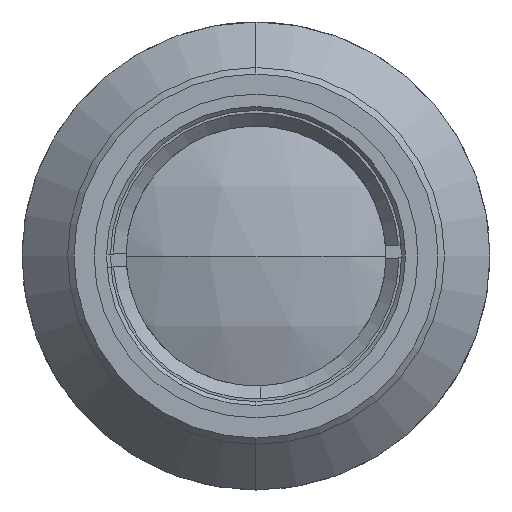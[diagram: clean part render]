
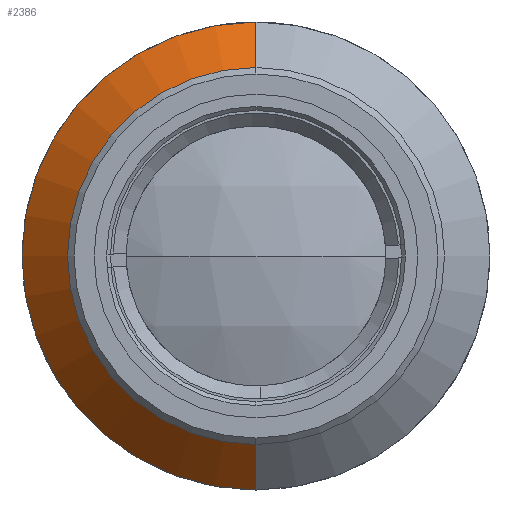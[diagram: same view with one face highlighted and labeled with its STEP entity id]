
A CAD part, left-side view. The second image highlights one B-rep face of the part: STEP entity #2386.
In plain terms, the highlighted conical face has half-angle 45 degrees and reference radius 18 mm.
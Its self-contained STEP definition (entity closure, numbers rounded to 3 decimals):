
#257 = VECTOR ( 'NONE', #3290, 1000. ) ;
#263 = DIRECTION ( 'NONE',  ( 1., 0., 0. ) ) ;
#554 = EDGE_CURVE ( 'NONE', #4666, #877, #3812, .T. ) ;
#584 = FACE_OUTER_BOUND ( 'NONE', #3557, .T. ) ;
#715 = LINE ( 'NONE', #799, #4486 ) ;
#767 = EDGE_CURVE ( 'NONE', #2983, #3436, #3477, .T. ) ;
#799 = CARTESIAN_POINT ( 'NONE',  ( 13.5, 0., 18. ) ) ;
#877 = VERTEX_POINT ( 'NONE', #1122 ) ;
#924 = CARTESIAN_POINT ( 'NONE',  ( 13.5, 0., -18. ) ) ;
#1003 = ORIENTED_EDGE ( 'NONE', *, *, #767, .F. ) ;
#1122 = CARTESIAN_POINT ( 'NONE',  ( 13.5, 0., -18. ) ) ;
#1235 = AXIS2_PLACEMENT_3D ( 'NONE', #1731, #3386, #3598 ) ;
#1471 = EDGE_CURVE ( 'NONE', #2983, #4666, #715, .T. ) ;
#1513 = AXIS2_PLACEMENT_3D ( 'NONE', #3016, #263, #1873 ) ;
#1731 = CARTESIAN_POINT ( 'NONE',  ( 10., 0., 0. ) ) ;
#1873 = DIRECTION ( 'NONE',  ( 0., 0., -1. ) ) ;
#2096 = ORIENTED_EDGE ( 'NONE', *, *, #554, .T. ) ;
#2305 = DIRECTION ( 'NONE',  ( 0.707, 0., 0.707 ) ) ;
#2386 = ADVANCED_FACE ( 'NONE', ( #584 ), #4672, .T. ) ;
#2804 = LINE ( 'NONE', #924, #257 ) ;
#2983 = VERTEX_POINT ( 'NONE', #3570 ) ;
#2987 = DIRECTION ( 'NONE',  ( 0., 0., 1. ) ) ;
#3016 = CARTESIAN_POINT ( 'NONE',  ( 13.5, 0., 0. ) ) ;
#3029 = EDGE_CURVE ( 'NONE', #3436, #877, #2804, .T. ) ;
#3152 = ORIENTED_EDGE ( 'NONE', *, *, #3029, .F. ) ;
#3290 = DIRECTION ( 'NONE',  ( 0.707, 0., -0.707 ) ) ;
#3386 = DIRECTION ( 'NONE',  ( -1., 0., 0. ) ) ;
#3436 = VERTEX_POINT ( 'NONE', #3769 ) ;
#3477 = CIRCLE ( 'NONE', #1235, 14.5 ) ;
#3491 = ORIENTED_EDGE ( 'NONE', *, *, #1471, .T. ) ;
#3557 = EDGE_LOOP ( 'NONE', ( #1003, #3491, #2096, #3152 ) ) ;
#3563 = AXIS2_PLACEMENT_3D ( 'NONE', #4937, #3835, #2987 ) ;
#3570 = CARTESIAN_POINT ( 'NONE',  ( 10., 0., 14.5 ) ) ;
#3598 = DIRECTION ( 'NONE',  ( 0., 0., 1. ) ) ;
#3769 = CARTESIAN_POINT ( 'NONE',  ( 10., 0., -14.5 ) ) ;
#3812 = CIRCLE ( 'NONE', #3563, 18. ) ;
#3835 = DIRECTION ( 'NONE',  ( -1., 0., 0. ) ) ;
#4244 = CARTESIAN_POINT ( 'NONE',  ( 13.5, 0., 18. ) ) ;
#4486 = VECTOR ( 'NONE', #2305, 1000. ) ;
#4666 = VERTEX_POINT ( 'NONE', #4244 ) ;
#4672 = CONICAL_SURFACE ( 'NONE', #1513, 18., 0.785 ) ;
#4937 = CARTESIAN_POINT ( 'NONE',  ( 13.5, 0., 0. ) ) ;
